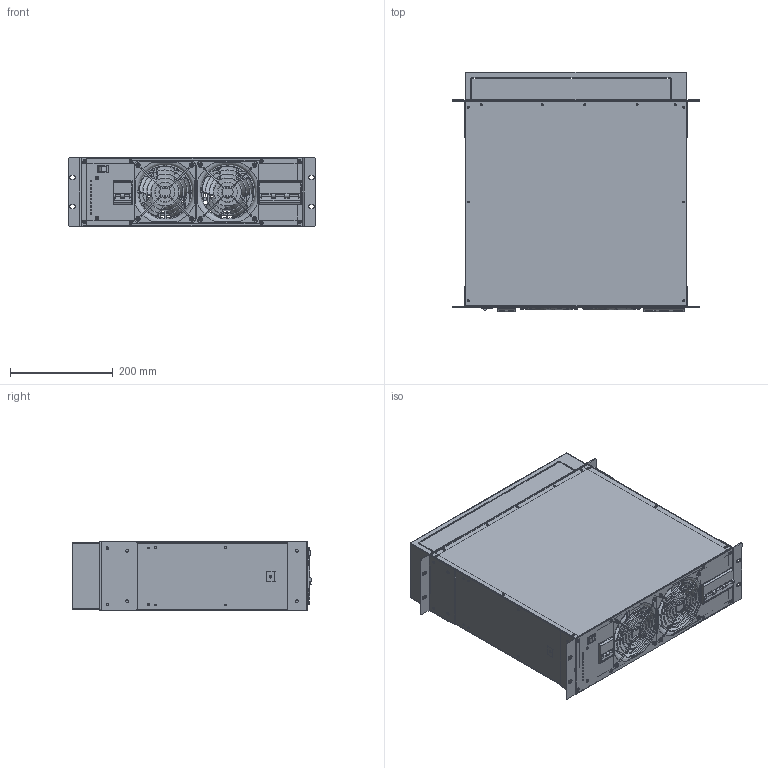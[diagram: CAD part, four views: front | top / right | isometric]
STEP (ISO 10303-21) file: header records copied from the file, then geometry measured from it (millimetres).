
FILE_DESCRIPTION(/* description */ (''),/* implementation_level */ '2;1');
FILE_NAME(/* name */ 'BP 3Ф-3U v1.1 (3D).stp',/* time_stamp */ '2022-08-15T15:45:37+07:00',/* author */ ('YA'),/* organization */ (''),/* preprocessor_version */ 'ST-DEVELOPER v17',/* originating_system */ 'Autodesk Inventor 2019',/* authorisation */ '');
FILE_SCHEMA (('AUTOMOTIVE_DESIGN { 1 0 10303 214 3 1 1 }'));
Products named in the file (249): BP 3Ф-3U v1.1 (габариты); BP 3Ф-3U v1.1 (габариты)
1; BP 3Ф-3U v1.1 (габариты)
2; BP 3Ф-3U v1.1 (габариты)
3; BP 3Ф-3U v1.1 (габариты)
4; BP 3Ф-3U v1.1 (габариты)
5; BP 3Ф-3U v1.1 (габариты)
6; BP 3Ф-3U v1.1 (габариты)
7; BP 3Ф-3U v1.1 (габариты)
8; BP 3Ф-3U v1.1 (габариты)
9; BP 3Ф-3U v1.1 (габариты)
10; BP 3Ф-3U v1.1 (габариты)
11; BP 3Ф-3U v1.1 (габариты)
12; BP 3Ф-3U v1.1 (габариты)
13; BP 3Ф-3U v1.1 (габариты)
14; BP 3Ф-3U v1.1 (габариты)
15; BP 3Ф-3U v1.1 (габариты)
16; BP 3Ф-3U v1.1 (габариты)
17; BP 3Ф-3U v1.1 (габариты)
18; BP 3Ф-3U v1.1 (габариты)
19; BP 3Ф-3U v1.1 (габариты)
20; BP 3Ф-3U v1.1 (габариты)
21; BP 3Ф-3U v1.1 (габариты)
22; BP 3Ф-3U v1.1 (габариты)
23; BP 3Ф-3U v1.1 (габариты)
24; BP 3Ф-3U v1.1 (габариты)
25; BP 3Ф-3U v1.1 (габариты)
26; BP 3Ф-3U v1.1 (габариты)
27; BP 3Ф-3U v1.1 (габариты)
28; BP 3Ф-3U v1.1 (габариты)
29; BP 3Ф-3U v1.1 (габариты)
30; BP 3Ф-3U v1.1 (габариты)
31; BP 3Ф-3U v1.1 (габариты)
32; BP 3Ф-3U v1.1 (габариты)
33; BP 3Ф-3U v1.1 (габариты)
34; BP 3Ф-3U v1.1 (габариты)
35; BP 3Ф-3U v1.1 (габариты)
36; BP 3Ф-3U v1.1 (габариты)
37; BP 3Ф-3U v1.1 (габариты)
38; BP 3Ф-3U v1.1 (габариты)
39 ...
Assembly tree (248 placements, depth 2):
  BP 3Ф-3U v1.1 (габариты)
    BP 3Ф-3U v1.1 (габариты)
1
    BP 3Ф-3U v1.1 (габариты)
2
    BP 3Ф-3U v1.1 (габариты)
3
    BP 3Ф-3U v1.1 (габариты)
4
    BP 3Ф-3U v1.1 (габариты)
5
    BP 3Ф-3U v1.1 (габариты)
6
    BP 3Ф-3U v1.1 (габариты)
7
    BP 3Ф-3U v1.1 (габариты)
8
    BP 3Ф-3U v1.1 (габариты)
9
    BP 3Ф-3U v1.1 (габариты)
10
    BP 3Ф-3U v1.1 (габариты)
11
    BP 3Ф-3U v1.1 (габариты)
12
    BP 3Ф-3U v1.1 (габариты)
13
    BP 3Ф-3U v1.1 (габариты)
14
    BP 3Ф-3U v1.1 (габариты)
15
    BP 3Ф-3U v1.1 (габариты)
16
    BP 3Ф-3U v1.1 (габариты)
17
    BP 3Ф-3U v1.1 (габариты)
18
    BP 3Ф-3U v1.1 (габариты)
19
    BP 3Ф-3U v1.1 (габариты)
20
    BP 3Ф-3U v1.1 (габариты)
21
    BP 3Ф-3U v1.1 (габариты)
22
    BP 3Ф-3U v1.1 (габариты)
23
    BP 3Ф-3U v1.1 (габариты)
24
    BP 3Ф-3U v1.1 (габариты)
25
    BP 3Ф-3U v1.1 (габариты)
26
    BP 3Ф-3U v1.1 (габариты)
27
    BP 3Ф-3U v1.1 (габариты)
28
    BP 3Ф-3U v1.1 (габариты)
29
    BP 3Ф-3U v1.1 (габариты)
30
    BP 3Ф-3U v1.1 (габариты)
31
    BP 3Ф-3U v1.1 (габариты)
32
    BP 3Ф-3U v1.1 (габариты)
33
    BP 3Ф-3U v1.1 (габариты)
34
    BP 3Ф-3U v1.1 (габариты)
35
    BP 3Ф-3U v1.1 (габариты)
36
    BP 3Ф-3U v1.1 (габариты)
37
    BP 3Ф-3U v1.1 (габариты)
38
    BP 3Ф-3U v1.1 (габариты)
39
    BP 3Ф-3U v1.1 (габариты)
40
    BP 3Ф-3U v1.1 (габариты)
41
    BP 3Ф-3U v1.1 (габариты)
42
    BP 3Ф-3U v1.1 (габариты)
43
    BP 3Ф-3U v1.1 (габариты)
44
    BP 3Ф-3U v1.1 (габариты)
45
    BP 3Ф-3U v1.1 (габариты)
46
    BP 3Ф-3U v1.1 (габариты)
47
    BP 3Ф-3U v1.1 (габариты)
48
    BP 3Ф-3U v1.1 (габариты)
49
    BP 3Ф-3U v1.1 (габариты)
50
    BP 3Ф-3U v1.1 (габариты)
51
    BP 3Ф-3U v1.1 (габариты)
52
    BP 3Ф-3U v1.1 (габариты)
53
    BP 3Ф-3U v1.1 (габариты)
54
    BP 3Ф-3U v1.1 (габариты)
55
    BP 3Ф-3U v1.1 (габариты)
56
    BP 3Ф-3U v1.1 (габариты)
57
    BP 3Ф-3U v1.1 (габариты)
58
    BP 3Ф-3U v1.1 (габариты)
59
Bounding box: 482.6 x 466.5 x 132.5 mm (x, y, z)
Volume: 4950479.3 mm3; surface area: 2903340.6 mm2
Topology: 286 solids, 286 shells, 4319 faces, 11607 edges, 7868 vertices
Faces by surface type: plane 3334, cylinder 801, sphere 94, torus 70, cone 20
Full cylindrical faces by diameter (mm): 1 x112, 1.6 x12, 2 x19, 3 x19, 3.15 x12, 3.2 x12, 3.5 x97, 4 x19, 4.5 x8, 4.8 x10, 5 x41, 5.4 x8, 5.6 x8, 6 x44, 6.4 x12, 7 x39, 8.6 x8, 12 x9, 105 x2
Entity records: 149519 total; most frequent: CARTESIAN_POINT 26093, DIRECTION 23601, ORIENTED_EDGE 23026, EDGE_CURVE 11513, LINE 8773, VECTOR 8773, VERTEX_POINT 7868, AXIS2_PLACEMENT_3D 7414
